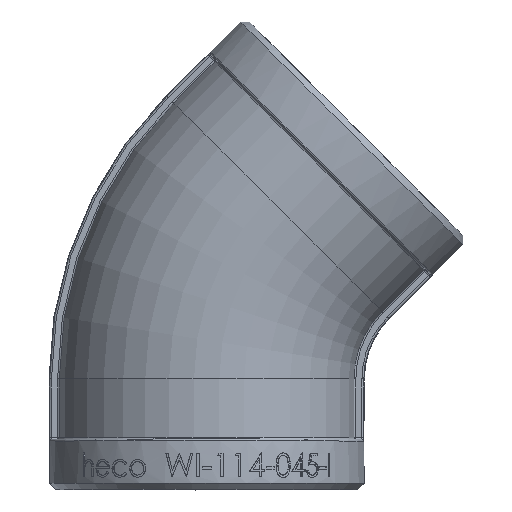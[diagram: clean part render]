
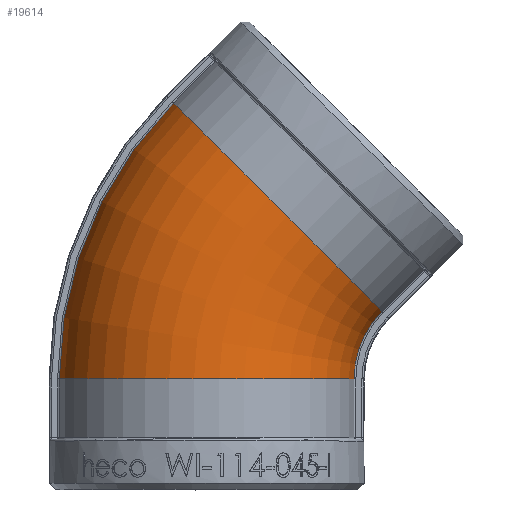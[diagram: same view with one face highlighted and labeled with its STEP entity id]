
A CAD part, top view. The second image highlights one B-rep face of the part: STEP entity #19614.
In plain terms, the highlighted toroidal (fillet/blend) face has major radius 38.5 mm and minor radius 23.5 mm.
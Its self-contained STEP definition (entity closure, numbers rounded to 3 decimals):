
#468 = CIRCLE ( 'NONE', #16247, 23.5 ) ;
#474 = CIRCLE ( 'NONE', #11917, 15.163 ) ;
#563 = CIRCLE ( 'NONE', #16277, 61.837 ) ;
#1064 = CARTESIAN_POINT ( 'NONE',  ( 27.778, -5.225, 2.765 ) ) ;
#1065 = CARTESIAN_POINT ( 'NONE',  ( -23.337, -15.947, 2.765 ) ) ;
#1173 = CARTESIAN_POINT ( 'NONE',  ( 23.337, -15.947, 2.765 ) ) ;
#1627 = CARTESIAN_POINT ( 'NONE',  ( -5.225, 27.778, 2.765 ) ) ;
#2641 = FACE_OUTER_BOUND ( 'NONE', #10510, .T. ) ;
#2659 = TOROIDAL_SURFACE ( 'NONE', #6427, 38.5, 23.5 ) ;
#3443 = DIRECTION ( 'NONE',  ( 0.703, -0.703, -0.106 ) ) ;
#3445 = DIRECTION ( 'NONE',  ( 0.707, 0.707, 0. ) ) ;
#3446 = CARTESIAN_POINT ( 'NONE',  ( 11.276, 11.276, 0. ) ) ;
#6427 = AXIS2_PLACEMENT_3D ( 'NONE', #17028, #17291, #17304 ) ;
#7369 = DIRECTION ( 'NONE',  ( -0.924, 0.383, 0. ) ) ;
#7370 = DIRECTION ( 'NONE',  ( 0., 0., -1. ) ) ;
#7371 = CARTESIAN_POINT ( 'NONE',  ( 38.5, -15.947, 2.765 ) ) ;
#8548 = DIRECTION ( 'NONE',  ( -0.924, 0.383, 0. ) ) ;
#8549 = DIRECTION ( 'NONE',  ( 0., 0., 1. ) ) ;
#8550 = CARTESIAN_POINT ( 'NONE',  ( 38.5, -15.947, 2.765 ) ) ;
#9174 = DIRECTION ( 'NONE',  ( 0., 1., 0. ) ) ;
#9899 = DIRECTION ( 'NONE',  ( 0.994, 0., -0.106 ) ) ;
#9922 = VERTEX_POINT ( 'NONE', #1064 ) ;
#10011 = VERTEX_POINT ( 'NONE', #1173 ) ;
#10051 = VERTEX_POINT ( 'NONE', #1627 ) ;
#10132 = VERTEX_POINT ( 'NONE', #1065 ) ;
#10510 = EDGE_LOOP ( 'NONE', ( #10933, #11160, #11071, #11614 ) ) ;
#10933 = ORIENTED_EDGE ( 'NONE', *, *, #14634, .F. ) ;
#11071 = ORIENTED_EDGE ( 'NONE', *, *, #14757, .F. ) ;
#11160 = ORIENTED_EDGE ( 'NONE', *, *, #14483, .F. ) ;
#11614 = ORIENTED_EDGE ( 'NONE', *, *, #14686, .T. ) ;
#11917 = AXIS2_PLACEMENT_3D ( 'NONE', #8550, #8549, #8548 ) ;
#14483 = EDGE_CURVE ( 'NONE', #10051, #9922, #18169, .T. ) ;
#14634 = EDGE_CURVE ( 'NONE', #9922, #10011, #474, .T. ) ;
#14686 = EDGE_CURVE ( 'NONE', #10132, #10011, #468, .T. ) ;
#14757 = EDGE_CURVE ( 'NONE', #10132, #10051, #563, .T. ) ;
#15716 = CARTESIAN_POINT ( 'NONE',  ( 0., -15.947, 0. ) ) ;
#16224 = AXIS2_PLACEMENT_3D ( 'NONE', #3446, #3445, #3443 ) ;
#16247 = AXIS2_PLACEMENT_3D ( 'NONE', #15716, #9174, #9899 ) ;
#16277 = AXIS2_PLACEMENT_3D ( 'NONE', #7371, #7370, #7369 ) ;
#17028 = CARTESIAN_POINT ( 'NONE',  ( 38.5, -15.947, 0. ) ) ;
#17291 = DIRECTION ( 'NONE',  ( 0., 0., -1. ) ) ;
#17304 = DIRECTION ( 'NONE',  ( -1., 0., 0. ) ) ;
#18169 = CIRCLE ( 'NONE', #16224, 23.5 ) ;
#19614 = ADVANCED_FACE ( 'NONE', ( #2641 ), #2659, .T. ) ;
